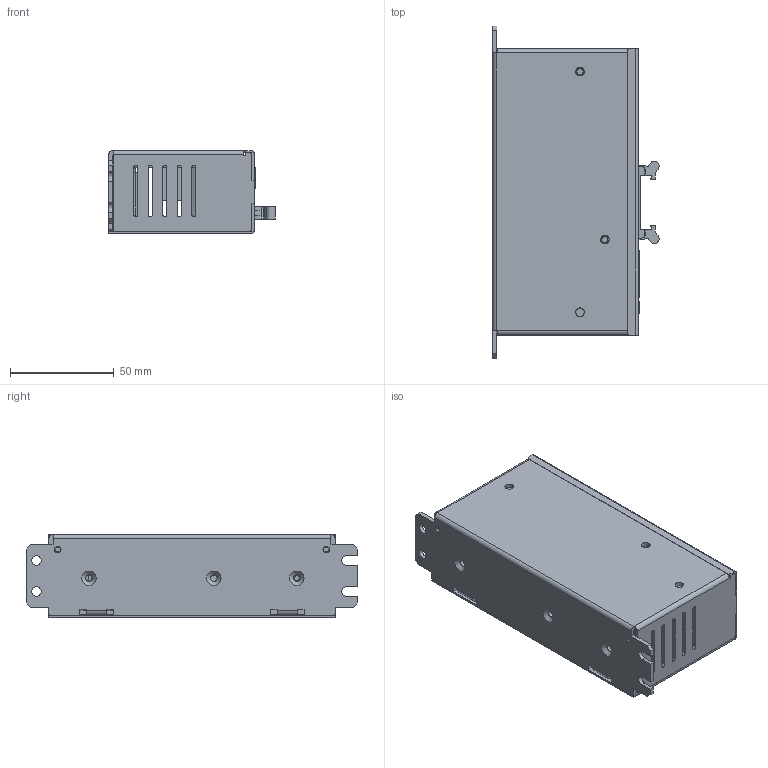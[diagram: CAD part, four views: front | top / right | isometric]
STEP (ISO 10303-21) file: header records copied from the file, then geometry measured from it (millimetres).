
FILE_DESCRIPTION( ( '' ), '1' );
FILE_NAME( 'DPE-XXX-D.stp', '2022-01-28T07:22:05', ( 'Dimamotor' ), ( 'Dimamotor' ), 'PSStep 17.0.49', ' ', ' ' );
FILE_SCHEMA( ( 'AUTOMOTIVE_DESIGN { 1 0 10303 214 1 1 1 1 }' ) );
Length unit declared in the file: millimetre
Products named in the file (50): 牛角20P-P2; 短耳; DTE_PCB-C_VerA; PCB-E_VerD;     MSBR; PH2xxS-NY-L_2x4排母; PH2xxS-NY-L_2x2排母; DTE_PCB-P_VerA; 可變電阻; C-1586041-2; LED含座-紅_AL-33-1R; LED含座-G_AL-33-1R; PCB-D_VerD; 4.2 mmHeaders-10P; To-220_後極_H; PH2xxS-NY-L_2x4排針; PORT; M3x25L_銅柱; Assem1; MEAA-D14-41_VerE(DT共用); MEHA-M06-41; 矽膠片; PH2xxS-NY-L_2x2排針; MEHA-M07-15; MEAA-U17-41_VerA-POP
Assembly tree (81 placements, depth 4):
  Assem1
    MEAA-D14-41_VerE(DT共用)
    MEHA-M06-41
    矽膠片
    PH2xxS-NY-L_2x2排針
    M3x25L_銅柱
    MEHA-M07-15
    MEAA-U17-41_VerA-POP
    DTE_PCB-P_VerA
      可變電阻
      C-1586041-2
      LED含座-紅_AL-33-1R
      LED含座-G_AL-33-1R
      PCB-D_VerD
      4.2 mmHeaders-10P
      To-220_後極_H  x6
      PH2xxS-NY-L_2x4排針
      PORT
      M3x25L_銅柱
    DTE_PCB-C_VerA
      PCB-E_VerD
          MSBR  x2
          MSBR  x2
          MSBR  x2
          MSBR  x2
          MSBR  x2
          MSBR  x2
          MSBR  x2
          MSBR  x2
          MSBR  x2
          MSBR  x2
          MSBR  x2
          MSBR  x2
          MSBR  x2
          MSBR  x2
          MSBR  x2
          MSBR  x2
          MSBR  x2
          MSBR  x2
          MSBR  x2
          MSBR  x2
          MSBR  x2
          MSBR  x2
          MSBR  x2
          MSBR  x2
          MSBR  x2
      PH2xxS-NY-L_2x4排母
      PH2xxS-NY-L_2x2排母
      牛角20P-P2
        牛角20P-P2
        短耳  x2
Bounding box: 80.18 x 160 x 40 mm (x, y, z)
Volume: 103334.5 mm3; surface area: 141350.2 mm2
Topology: 78 solids, 78 shells, 2483 faces, 6429 edges, 4260 vertices
Faces by surface type: plane 1950, cylinder 465, bspline 39, torus 16, cone 11, sphere 2
Full cylindrical faces by diameter (mm): 0.54 x18, 0.6 x3, 0.64 x36, 0.644 x1, 0.7 x4, 0.8 x1, 0.827 x1, 0.917 x1, 1.086 x1, 1.2 x25, 1.5 x3, 1.6 x8, 2 x9, 2.5 x3, 3 x11, 3.2 x5, 3.39 x1, 3.4 x1, 3.85 x6, 4 x15, 4.2 x3, 4.5 x2
Entity records: 89746 total; most frequent: CARTESIAN_POINT 25753, DIRECTION 7774, ORIENTED_EDGE 7684, PRESENTATION_STYLE_ASSIGNMENT 4070, COLOUR_RGB 4070, EDGE_CURVE 3842, STYLED_ITEM 3413, LINE 3084
